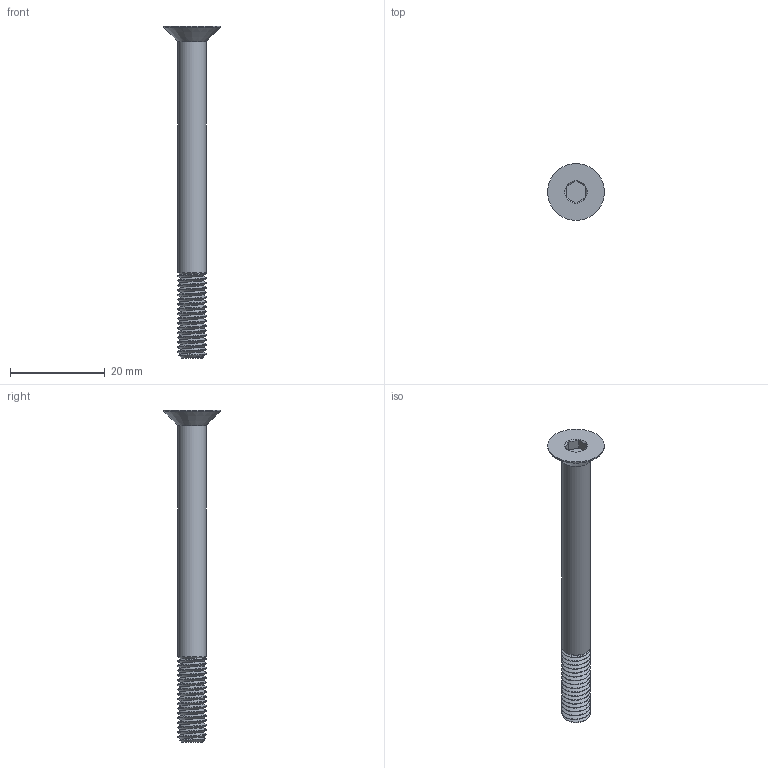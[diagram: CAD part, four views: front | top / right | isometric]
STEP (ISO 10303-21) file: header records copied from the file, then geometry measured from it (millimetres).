
FILE_DESCRIPTION(/* description */ (''),/* implementation_level */ '2;1');
FILE_NAME(/* name */ '91263A469_Zinc-Plated Alloy Steel Hex Drive Flat Head Screw.step',/* time_stamp */ '2022-08-23T12:55:38-03:00',/* author */ (''),/* organization */ (''),/* preprocessor_version */ 'ST-DEVELOPER v19',/* originating_system */ 'Autodesk Translation Framework v11.7.0.108',/* authorisation */ '');
FILE_SCHEMA (('AUTOMOTIVE_DESIGN { 1 0 10303 214 3 1 1 }'));
Length unit declared in the file: millimetre
Products named in the file (1): 91263A469_Zinc-Plated Alloy Steel Hex Drive Flat Head Screw
Bounding box: 11.98 x 11.98 x 70 mm (x, y, z)
Volume: 1980.4 mm3; surface area: 1733.8 mm2
Topology: 1 solids, 1 shells, 60 faces, 158 edges, 101 vertices
Faces by surface type: cylinder 37, cone 11, plane 9, bspline 2, torus 1
Full cylindrical faces by diameter (mm): 4.701 x16, 6 x17, 11.976 x1
Entity records: 5495 total; most frequent: CARTESIAN_POINT 4147, ORIENTED_EDGE 316, DIRECTION 212, EDGE_CURVE 158, VERTEX_POINT 101, AXIS2_PLACEMENT_3D 80, B_SPLINE_CURVE_WITH_KNOTS 79, EDGE_LOOP 61
